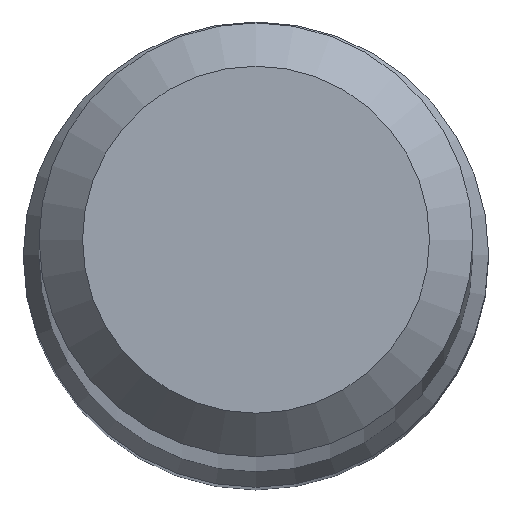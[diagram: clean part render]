
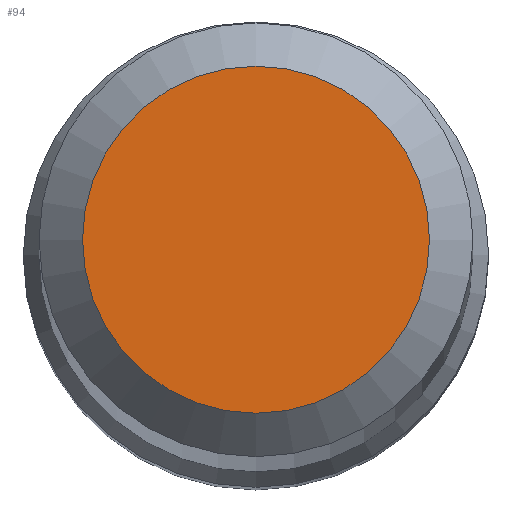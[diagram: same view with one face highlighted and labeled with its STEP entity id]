
A CAD part, top view. The second image highlights one B-rep face of the part: STEP entity #94.
In plain terms, the highlighted planar face has unit normal (0, 0, 1).
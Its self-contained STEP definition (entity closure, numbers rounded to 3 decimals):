
#16 = DIRECTION ( 'NONE',  ( 0., 1., 0. ) ) ;
#27 = AXIS2_PLACEMENT_3D ( 'NONE', #82, #138, #173 ) ;
#44 = CIRCLE ( 'NONE', #113, 1.2 ) ;
#61 = EDGE_CURVE ( 'NONE', #179, #179, #44, .T. ) ;
#82 = CARTESIAN_POINT ( 'NONE',  ( 0., 0., 70. ) ) ;
#94 = ADVANCED_FACE ( 'NONE', ( #140 ), #98, .T. ) ;
#98 = PLANE ( 'NONE',  #27 ) ;
#105 = CARTESIAN_POINT ( 'NONE',  ( 0., 1.2, 70. ) ) ;
#113 = AXIS2_PLACEMENT_3D ( 'NONE', #225, #141, #16 ) ;
#138 = DIRECTION ( 'NONE',  ( 0., 0., 1. ) ) ;
#140 = FACE_OUTER_BOUND ( 'NONE', #201, .T. ) ;
#141 = DIRECTION ( 'NONE',  ( 0., 0., -1. ) ) ;
#165 = ORIENTED_EDGE ( 'NONE', *, *, #61, .F. ) ;
#173 = DIRECTION ( 'NONE',  ( 0., -1., 0. ) ) ;
#179 = VERTEX_POINT ( 'NONE', #105 ) ;
#201 = EDGE_LOOP ( 'NONE', ( #165 ) ) ;
#225 = CARTESIAN_POINT ( 'NONE',  ( 0., 0., 70. ) ) ;
